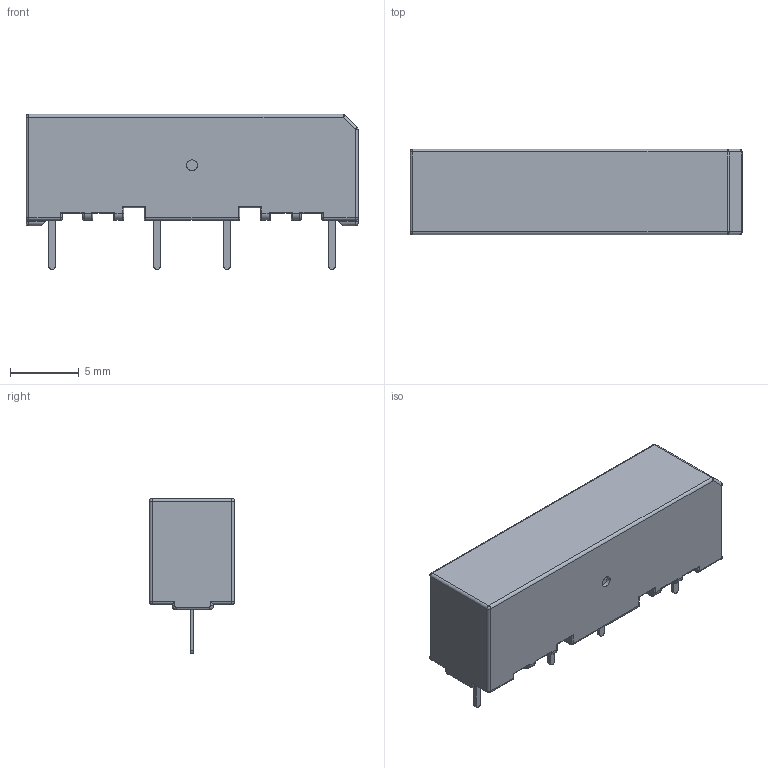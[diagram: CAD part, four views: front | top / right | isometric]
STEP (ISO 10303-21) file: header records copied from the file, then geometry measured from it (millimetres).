
FILE_DESCRIPTION(/* description */ (''),/* implementation_level */ '2;1');
FILE_NAME(/* name */ 'HR12-V模型图.stp',/* time_stamp */ '2024-09-09T14:05:57+08:00',/* author */ (''),/* organization */ (''),/* preprocessor_version */ 'ST-DEVELOPER v16.7',/* originating_system */ 'SIEMENS PLM Software NX 1942',/* authorisation */ '');
FILE_SCHEMA (('AUTOMOTIVE_DESIGN { 1 0 10303 214 3 1 1 1 }'));
Length unit declared in the file: millimetre
Products named in the file (1): HR12-V带印字
Bounding box: 24.1 x 6.2 x 11.28 mm (x, y, z)
Volume: 1114.9 mm3; surface area: 805.2 mm2
Topology: 1 solids, 1 shells, 188 faces, 426 edges, 236 vertices
Faces by surface type: cylinder 91, plane 57, torus 20, sphere 10, bspline 8, cone 2
Entity records: 6515 total; most frequent: DIRECTION 962, CARTESIAN_POINT 956, ORIENTED_EDGE 824, EDGE_CURVE 412, AXIS2_PLACEMENT_3D 368, VERTEX_POINT 234, LINE 226, VECTOR 226
